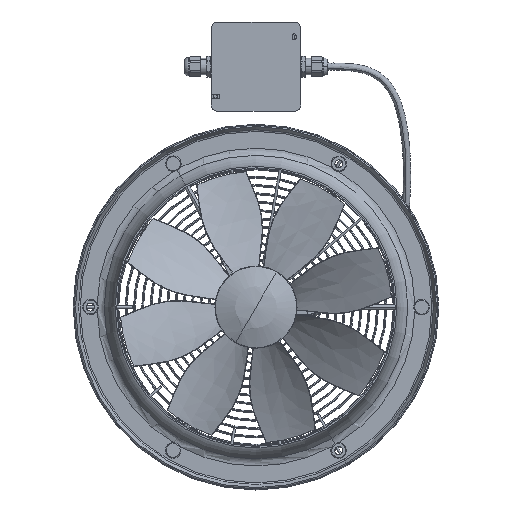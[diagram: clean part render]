
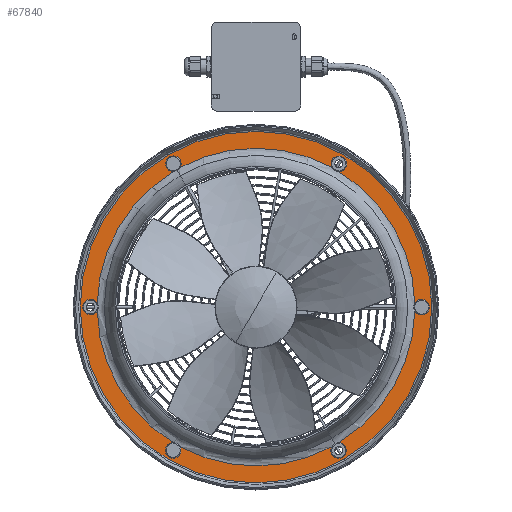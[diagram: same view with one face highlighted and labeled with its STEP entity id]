
A CAD part, left-side view. The second image highlights one B-rep face of the part: STEP entity #67840.
In plain terms, the highlighted planar face has unit normal (-1, 0, 0).
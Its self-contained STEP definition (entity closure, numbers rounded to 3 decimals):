
#66310=CARTESIAN_POINT('',(752.276,-338.914,0.));
#66320=DIRECTION('',(-1.,0.,0.));
#66330=DIRECTION('',(0.,1.,0.));
#66340=AXIS2_PLACEMENT_3D('',#66310,#66320,#66330);
#66350=PLANE('',#66340);
#66360=CARTESIAN_POINT('',(752.276,-555.931,0.));
#66370=DIRECTION('',(-1.,0.,0.));
#66380=DIRECTION('',(0.,1.,0.));
#66390=AXIS2_PLACEMENT_3D('',#66360,#66370,#66380);
#66400=CIRCLE('',#66390,227.238);
#66410=CARTESIAN_POINT('',(752.276,-328.693,0.));
#66420=VERTEX_POINT('',#66410);
#66430=CARTESIAN_POINT('',(752.276,-783.169,0.));
#66440=VERTEX_POINT('',#66430);
#66450=EDGE_CURVE('',#66420,#66440,#66400,.T.);
#66460=ORIENTED_EDGE('',*,*,#66450,.T.);
#66470=EDGE_CURVE('',#66440,#66420,#66400,.T.);
#66480=ORIENTED_EDGE('',*,*,#66470,.T.);
#66490=EDGE_LOOP('',(#66480,#66460));
#66500=FACE_OUTER_BOUND('',#66490,.T.);
#66510=CARTESIAN_POINT('',(752.276,-448.931,185.329)
);
#66520=DIRECTION('',(1.,0.,0.));
#66530=DIRECTION('',(0.,-0.866,
0.5));
#66540=AXIS2_PLACEMENT_3D('',#66510,#66520,#66530);
#66550=CIRCLE('',#66540,10.);
#66560=CARTESIAN_POINT('',(752.276,-457.591,190.329))
;
#66570=VERTEX_POINT('',#66560);
#66580=CARTESIAN_POINT('',(752.276,-457.545,180.25
));
#66590=VERTEX_POINT('',#66580);
#66600=EDGE_CURVE('',#66570,#66590,#66550,.T.);
#66610=ORIENTED_EDGE('',*,*,#66600,.T.);
#66620=CARTESIAN_POINT('',(752.276,-440.271,180.329)
);
#66630=VERTEX_POINT('',#66620);
#66640=EDGE_CURVE('',#66630,#66570,#66550,.T.);
#66650=ORIENTED_EDGE('',*,*,#66640,.T.);
#66660=CARTESIAN_POINT('',(752.276,-449.023,175.33
));
#66670=VERTEX_POINT('',#66660);
#66680=EDGE_CURVE('',#66670,#66630,#66550,.T.);
#66690=ORIENTED_EDGE('',*,*,#66680,.T.);
#66700=CARTESIAN_POINT('',(752.276,-555.931,0.));
#66710=DIRECTION('',(1.,0.,0.));
#66720=DIRECTION('',(0.,1.,0.));
#66730=AXIS2_PLACEMENT_3D('',#66700,#66710,#66720);
#66740=CIRCLE('',#66730,205.353);
#66750=CARTESIAN_POINT('',(752.276,-350.637,4.92)
);
#66760=VERTEX_POINT('',#66750);
#66770=EDGE_CURVE('',#66760,#66670,#66740,.T.);
#66780=ORIENTED_EDGE('',*,*,#66770,.T.);
#66790=CARTESIAN_POINT('',(752.276,-341.931,
0.));
#66800=DIRECTION('',(1.,0.,0.));
#66810=DIRECTION('',(0.,0.,-1.));
#66820=AXIS2_PLACEMENT_3D('',#66790,#66800,#66810);
#66830=CIRCLE('',#66820,10.);
#66840=CARTESIAN_POINT('',(752.276,-341.931,10.));
#66850=VERTEX_POINT('',#66840);
#66860=EDGE_CURVE('',#66850,#66760,#66830,.T.);
#66870=ORIENTED_EDGE('',*,*,#66860,.T.);
#66880=CARTESIAN_POINT('',(752.276,-341.931,
-10.));
#66890=VERTEX_POINT('',#66880);
#66900=EDGE_CURVE('',#66890,#66850,#66830,.T.);
#66910=ORIENTED_EDGE('',*,*,#66900,.T.);
#66920=CARTESIAN_POINT('',(752.276,-350.637,-4.92
));
#66930=VERTEX_POINT('',#66920);
#66940=EDGE_CURVE('',#66930,#66890,#66830,.T.);
#66950=ORIENTED_EDGE('',*,*,#66940,.T.);
#66960=CARTESIAN_POINT('',(752.276,-449.023,
-175.33));
#66970=VERTEX_POINT('',#66960);
#66980=EDGE_CURVE('',#66970,#66930,#66740,.T.);
#66990=ORIENTED_EDGE('',*,*,#66980,.T.);
#67000=CARTESIAN_POINT('',(752.276,-448.931,-185.329
));
#67010=DIRECTION('',(1.,0.,0.));
#67020=DIRECTION('',(0.,0.866,0.5));
#67030=AXIS2_PLACEMENT_3D('',#67000,#67010,#67020);
#67040=CIRCLE('',#67030,10.);
#67050=CARTESIAN_POINT('',(752.276,-440.271,-180.329
));
#67060=VERTEX_POINT('',#67050);
#67070=EDGE_CURVE('',#67060,#66970,#67040,.T.);
#67080=ORIENTED_EDGE('',*,*,#67070,.T.);
#67090=CARTESIAN_POINT('',(752.276,-457.591,-190.329)
);
#67100=VERTEX_POINT('',#67090);
#67110=EDGE_CURVE('',#67100,#67060,#67040,.T.);
#67120=ORIENTED_EDGE('',*,*,#67110,.T.);
#67130=CARTESIAN_POINT('',(752.276,-457.545,
-180.25));
#67140=VERTEX_POINT('',#67130);
#67150=EDGE_CURVE('',#67140,#67100,#67040,.T.);
#67160=ORIENTED_EDGE('',*,*,#67150,.T.);
#67170=CARTESIAN_POINT('',(752.276,-654.317,-180.25)
);
#67180=VERTEX_POINT('',#67170);
#67190=EDGE_CURVE('',#67180,#67140,#66740,.T.);
#67200=ORIENTED_EDGE('',*,*,#67190,.T.);
#67210=CARTESIAN_POINT('',(752.276,-662.931,-185.329
));
#67220=DIRECTION('',(1.,0.,0.));
#67230=DIRECTION('',(0.,-0.866,0.5));
#67240=AXIS2_PLACEMENT_3D('',#67210,#67220,#67230);
#67250=CIRCLE('',#67240,10.);
#67260=CARTESIAN_POINT('',(752.276,-654.271,-190.329
));
#67270=VERTEX_POINT('',#67260);
#67280=EDGE_CURVE('',#67270,#67180,#67250,.T.);
#67290=ORIENTED_EDGE('',*,*,#67280,.T.);
#67300=CARTESIAN_POINT('',(752.276,-671.591,-180.329)
);
#67310=VERTEX_POINT('',#67300);
#67320=EDGE_CURVE('',#67310,#67270,#67250,.T.);
#67330=ORIENTED_EDGE('',*,*,#67320,.T.);
#67340=CARTESIAN_POINT('',(752.276,-662.839,
-175.33));
#67350=VERTEX_POINT('',#67340);
#67360=EDGE_CURVE('',#67350,#67310,#67250,.T.);
#67370=ORIENTED_EDGE('',*,*,#67360,.T.);
#67380=CARTESIAN_POINT('',(752.276,-761.225,
-4.92));
#67390=VERTEX_POINT('',#67380);
#67400=EDGE_CURVE('',#67390,#67350,#66740,.T.);
#67410=ORIENTED_EDGE('',*,*,#67400,.T.);
#67420=CARTESIAN_POINT('',(752.276,-769.931,
0.));
#67430=DIRECTION('',(1.,0.,0.));
#67440=DIRECTION('',(0.,0.,-1.));
#67450=AXIS2_PLACEMENT_3D('',#67420,#67430,#67440);
#67460=CIRCLE('',#67450,10.);
#67470=CARTESIAN_POINT('',(752.276,-769.931,
-10.));
#67480=VERTEX_POINT('',#67470);
#67490=EDGE_CURVE('',#67480,#67390,#67460,.T.);
#67500=ORIENTED_EDGE('',*,*,#67490,.T.);
#67510=CARTESIAN_POINT('',(752.276,-769.931,10.
));
#67520=VERTEX_POINT('',#67510);
#67530=EDGE_CURVE('',#67520,#67480,#67460,.T.);
#67540=ORIENTED_EDGE('',*,*,#67530,.T.);
#67550=CARTESIAN_POINT('',(752.276,-761.225,4.92
));
#67560=VERTEX_POINT('',#67550);
#67570=EDGE_CURVE('',#67560,#67520,#67460,.T.);
#67580=ORIENTED_EDGE('',*,*,#67570,.T.);
#67590=CARTESIAN_POINT('',(752.276,-662.839,175.33
));
#67600=VERTEX_POINT('',#67590);
#67610=EDGE_CURVE('',#67600,#67560,#66740,.T.);
#67620=ORIENTED_EDGE('',*,*,#67610,.T.);
#67630=CARTESIAN_POINT('',(752.276,-662.931,185.329)
);
#67640=DIRECTION('',(1.,0.,0.));
#67650=DIRECTION('',(0.,0.866,0.5));
#67660=AXIS2_PLACEMENT_3D('',#67630,#67640,#67650);
#67670=CIRCLE('',#67660,10.);
#67680=CARTESIAN_POINT('',(752.276,-671.591,180.329))
;
#67690=VERTEX_POINT('',#67680);
#67700=EDGE_CURVE('',#67690,#67600,#67670,.T.);
#67710=ORIENTED_EDGE('',*,*,#67700,.T.);
#67720=CARTESIAN_POINT('',(752.276,-654.271,190.329)
);
#67730=VERTEX_POINT('',#67720);
#67740=EDGE_CURVE('',#67730,#67690,#67670,.T.);
#67750=ORIENTED_EDGE('',*,*,#67740,.T.);
#67760=CARTESIAN_POINT('',(752.276,-654.317,180.25
));
#67770=VERTEX_POINT('',#67760);
#67780=EDGE_CURVE('',#67770,#67730,#67670,.T.);
#67790=ORIENTED_EDGE('',*,*,#67780,.T.);
#67800=EDGE_CURVE('',#66590,#67770,#66740,.T.);
#67810=ORIENTED_EDGE('',*,*,#67800,.T.);
#67820=EDGE_LOOP('',(#67810,#67790,#67750,#67710,#67620,#67580,#67540,
#67500,#67410,#67370,#67330,#67290,#67200,#67160,#67120,#67080,#66990,
#66950,#66910,#66870,#66780,#66690,#66650,#66610));
#67830=FACE_BOUND('',#67820,.T.);
#67840=ADVANCED_FACE('',(#66500,#67830),#66350,.T.);
